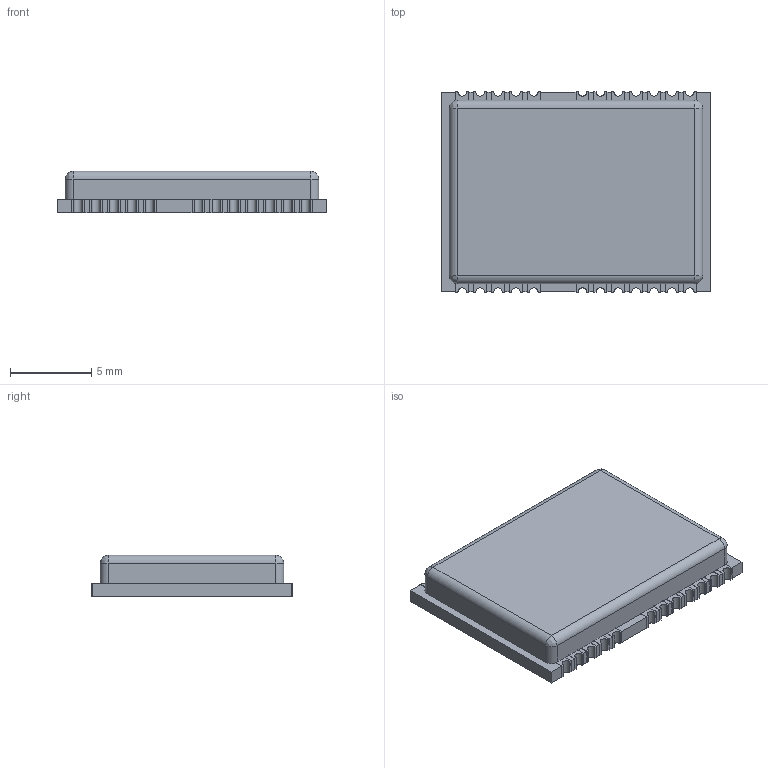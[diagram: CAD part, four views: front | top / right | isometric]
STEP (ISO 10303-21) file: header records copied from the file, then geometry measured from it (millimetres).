
FILE_DESCRIPTION (( 'STEP AP214' ), '1' );
FILE_NAME ('User Library-UBLOX_NEO6M.STEP', '2019-02-18T14:48:59', ( '' ), ( '' ), 'SwSTEP 2.0', 'SolidWorks 2019', '' );
FILE_SCHEMA (( 'AUTOMOTIVE_DESIGN' ));
Length unit declared in the file: millimetre
Products named in the file (1): User Library-UBLOX_NEO6M
Bounding box: 16.6 x 12.36 x 2.58 mm (x, y, z)
Volume: 473.2 mm3; surface area: 1005.8 mm2
Topology: 26 solids, 26 shells, 360 faces, 916 edges, 604 vertices
Faces by surface type: plane 324, cylinder 32, bspline 4
Entity records: 14709 total; most frequent: CARTESIAN_POINT 1937, ORIENTED_EDGE 1824, DIRECTION 1690, EDGE_CURVE 912, VECTOR 848, LINE 848, VERTEX_POINT 604, AXIS2_PLACEMENT_3D 421
